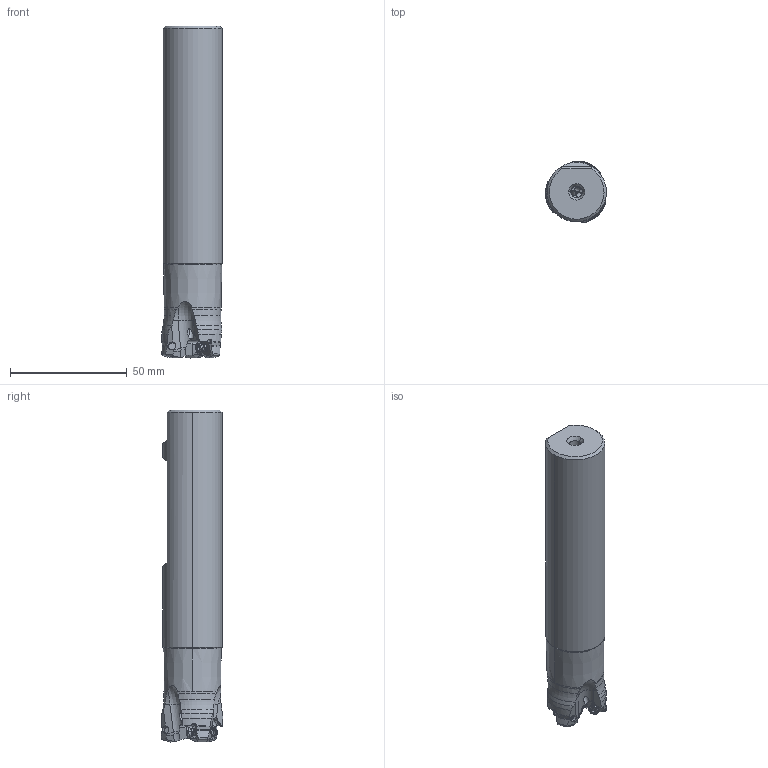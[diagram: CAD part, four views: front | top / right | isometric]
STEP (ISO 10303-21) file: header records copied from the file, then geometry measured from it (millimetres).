
FILE_DESCRIPTION(/* description */ (''),/* implementation_level */ '2;1');
FILE_NAME(/* name */ 'WJX09UR1803FA16S.stp',/* time_stamp */ '2025-07-03T15:45:21+09:00',/* author */ (''),/* organization */ (''),/* preprocessor_version */ 'ST-DEVELOPER v18.101',/* originating_system */ 'SIEMENS PLM Software NX 2011',/* authorisation */ '');
FILE_SCHEMA (('AUTOMOTIVE_DESIGN { 1 0 10303 214 3 1 1 1 }'));
Length unit declared in the file: millimetre
Products named in the file (1): WJX09UR1803FA16S_ASM
Bounding box: 25.99 x 26.5 x 142.07 mm (x, y, z)
Volume: 64083.5 mm3; surface area: 14910.5 mm2
Topology: 4 solids, 4 shells, 392 faces, 1219 edges, 827 vertices
Faces by surface type: cylinder 157, plane 107, cone 42, torus 38, sphere 24, bspline 24
Entity records: 16501 total; most frequent: CARTESIAN_POINT 6151, ORIENTED_EDGE 2410, DIRECTION 1881, EDGE_CURVE 1205, VERTEX_POINT 821, AXIS2_PLACEMENT_3D 792, B_SPLINE_CURVE_WITH_KNOTS 504, EDGE_LOOP 404
